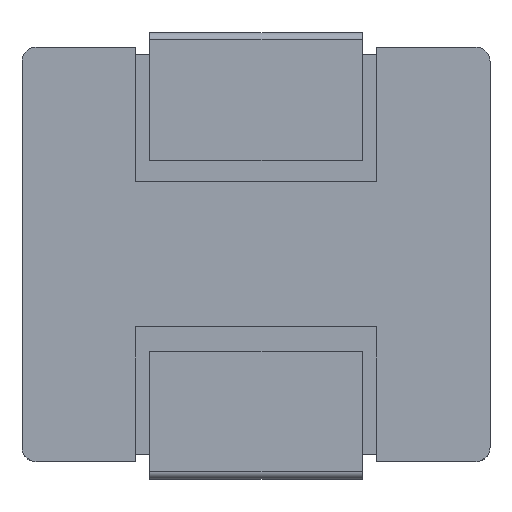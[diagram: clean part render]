
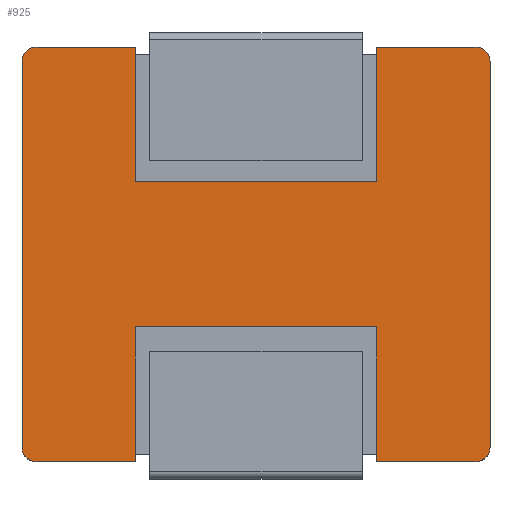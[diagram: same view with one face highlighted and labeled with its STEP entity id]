
A CAD part, top view. The second image highlights one B-rep face of the part: STEP entity #925.
In plain terms, the highlighted planar face has unit normal (0, 0, 1).
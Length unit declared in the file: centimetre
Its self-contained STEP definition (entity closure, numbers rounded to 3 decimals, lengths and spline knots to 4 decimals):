
#47=CIRCLE('',#1011,0.02);
#48=CIRCLE('',#1012,0.02);
#49=CIRCLE('',#1013,0.02);
#50=CIRCLE('',#1014,0.02);
#87=ORIENTED_EDGE('',*,*,#359,.F.);
#88=ORIENTED_EDGE('',*,*,#342,.T.);
#89=ORIENTED_EDGE('',*,*,#360,.T.);
#90=ORIENTED_EDGE('',*,*,#361,.T.);
#91=ORIENTED_EDGE('',*,*,#362,.T.);
#92=ORIENTED_EDGE('',*,*,#358,.T.);
#93=ORIENTED_EDGE('',*,*,#363,.T.);
#94=ORIENTED_EDGE('',*,*,#364,.T.);
#95=ORIENTED_EDGE('',*,*,#365,.T.);
#96=ORIENTED_EDGE('',*,*,#337,.T.);
#97=ORIENTED_EDGE('',*,*,#366,.T.);
#98=ORIENTED_EDGE('',*,*,#367,.T.);
#99=ORIENTED_EDGE('',*,*,#368,.T.);
#100=ORIENTED_EDGE('',*,*,#346,.T.);
#101=ORIENTED_EDGE('',*,*,#369,.F.);
#102=ORIENTED_EDGE('',*,*,#370,.F.);
#337=EDGE_CURVE('',#474,#473,#562,.T.);
#342=EDGE_CURVE('',#476,#478,#567,.T.);
#346=EDGE_CURVE('',#479,#482,#571,.T.);
#358=EDGE_CURVE('',#491,#494,#583,.T.);
#359=EDGE_CURVE('',#476,#495,#584,.T.);
#360=EDGE_CURVE('',#478,#496,#47,.T.);
#361=EDGE_CURVE('',#496,#497,#585,.T.);
#362=EDGE_CURVE('',#497,#491,#48,.T.);
#363=EDGE_CURVE('',#494,#498,#586,.T.);
#364=EDGE_CURVE('',#498,#499,#587,.T.);
#365=EDGE_CURVE('',#499,#474,#588,.T.);
#366=EDGE_CURVE('',#473,#500,#49,.T.);
#367=EDGE_CURVE('',#500,#501,#589,.T.);
#368=EDGE_CURVE('',#501,#479,#50,.T.);
#369=EDGE_CURVE('',#502,#482,#590,.T.);
#370=EDGE_CURVE('',#495,#502,#591,.T.);
#473=VERTEX_POINT('',#1342);
#474=VERTEX_POINT('',#1344);
#476=VERTEX_POINT('',#1349);
#478=VERTEX_POINT('',#1353);
#479=VERTEX_POINT('',#1357);
#482=VERTEX_POINT('',#1362);
#491=VERTEX_POINT('',#1383);
#494=VERTEX_POINT('',#1388);
#495=VERTEX_POINT('',#1392);
#496=VERTEX_POINT('',#1394);
#497=VERTEX_POINT('',#1396);
#498=VERTEX_POINT('',#1399);
#499=VERTEX_POINT('',#1401);
#500=VERTEX_POINT('',#1404);
#501=VERTEX_POINT('',#1406);
#502=VERTEX_POINT('',#1409);
#562=LINE('',#1343,#670);
#567=LINE('',#1354,#675);
#571=LINE('',#1363,#679);
#583=LINE('',#1389,#691);
#584=LINE('',#1391,#692);
#585=LINE('',#1395,#693);
#586=LINE('',#1398,#694);
#587=LINE('',#1400,#695);
#588=LINE('',#1402,#696);
#589=LINE('',#1405,#697);
#590=LINE('',#1408,#698);
#591=LINE('',#1410,#699);
#670=VECTOR('',#1085,100.);
#675=VECTOR('',#1092,100.);
#679=VECTOR('',#1098,100.);
#691=VECTOR('',#1114,100.);
#692=VECTOR('',#1117,100.);
#693=VECTOR('',#1120,100.);
#694=VECTOR('',#1123,100.);
#695=VECTOR('',#1124,100.);
#696=VECTOR('',#1125,100.);
#697=VECTOR('',#1128,100.);
#698=VECTOR('',#1131,100.);
#699=VECTOR('',#1132,100.);
#780=EDGE_LOOP('',(#87,#88,#89,#90,#91,#92,#93,#94,#95,#96,#97,#98,#99,
#100,#101,#102));
#833=FACE_BOUND('',#780,.T.);
#886=PLANE('',#1010);
#925=ADVANCED_FACE('',(#833),#886,.T.);
#1010=AXIS2_PLACEMENT_3D('',#1390,#1115,#1116);
#1011=AXIS2_PLACEMENT_3D('',#1393,#1118,#1119);
#1012=AXIS2_PLACEMENT_3D('',#1397,#1121,#1122);
#1013=AXIS2_PLACEMENT_3D('',#1403,#1126,#1127);
#1014=AXIS2_PLACEMENT_3D('',#1407,#1129,#1130);
#1085=DIRECTION('',(-1.,0.,0.));
#1092=DIRECTION('',(1.,0.,0.));
#1098=DIRECTION('',(1.,0.,0.));
#1114=DIRECTION('',(-1.,0.,0.));
#1115=DIRECTION('',(0.,0.,1.));
#1116=DIRECTION('',(1.,0.,0.));
#1117=DIRECTION('',(0.,1.,0.));
#1118=DIRECTION('',(0.,0.,1.));
#1119=DIRECTION('',(-1.,0.,0.));
#1120=DIRECTION('',(0.,1.,0.));
#1121=DIRECTION('',(0.,0.,1.));
#1122=DIRECTION('',(-1.,0.,0.));
#1123=DIRECTION('',(0.,-1.,0.));
#1124=DIRECTION('',(-1.,0.,0.));
#1125=DIRECTION('',(0.,1.,0.));
#1126=DIRECTION('',(0.,0.,1.));
#1127=DIRECTION('',(1.,0.,0.));
#1128=DIRECTION('',(0.,-1.,0.));
#1129=DIRECTION('',(0.,0.,1.));
#1130=DIRECTION('',(1.,0.,0.));
#1131=DIRECTION('',(0.,-1.,0.));
#1132=DIRECTION('',(-1.,0.,0.));
#1342=CARTESIAN_POINT('',(1.02,1.5845,0.28));
#1343=CARTESIAN_POINT('',(1.64,1.5845,0.28));
#1344=CARTESIAN_POINT('',(1.16,1.5845,0.28));
#1349=CARTESIAN_POINT('',(1.5,1.,0.28));
#1353=CARTESIAN_POINT('',(1.64,1.,0.28));
#1354=CARTESIAN_POINT('',(1.02,1.,0.28));
#1357=CARTESIAN_POINT('',(1.02,1.,0.28));
#1362=CARTESIAN_POINT('',(1.16,1.,0.28));
#1363=CARTESIAN_POINT('',(1.02,1.,0.28));
#1383=CARTESIAN_POINT('',(1.64,1.5845,0.28));
#1388=CARTESIAN_POINT('',(1.5,1.5845,0.28));
#1389=CARTESIAN_POINT('',(1.64,1.5845,0.28));
#1390=CARTESIAN_POINT('',(1.64,1.02,0.28));
#1391=CARTESIAN_POINT('',(1.5,1.,0.28));
#1392=CARTESIAN_POINT('',(1.5,1.19,0.28));
#1393=CARTESIAN_POINT('',(1.64,1.02,0.28));
#1394=CARTESIAN_POINT('',(1.66,1.02,0.28));
#1395=CARTESIAN_POINT('',(1.66,1.02,0.28));
#1396=CARTESIAN_POINT('',(1.66,1.5645,0.28));
#1397=CARTESIAN_POINT('',(1.64,1.5645,0.28));
#1398=CARTESIAN_POINT('',(1.5,1.5845,0.28));
#1399=CARTESIAN_POINT('',(1.5,1.3945,0.28));
#1400=CARTESIAN_POINT('',(1.5,1.3945,0.28));
#1401=CARTESIAN_POINT('',(1.16,1.3945,0.28));
#1402=CARTESIAN_POINT('',(1.16,1.3945,0.28));
#1403=CARTESIAN_POINT('',(1.02,1.5645,0.28));
#1404=CARTESIAN_POINT('',(1.,1.5645,0.28));
#1405=CARTESIAN_POINT('',(1.,1.5645,0.28));
#1406=CARTESIAN_POINT('',(1.,1.02,0.28));
#1407=CARTESIAN_POINT('',(1.02,1.02,0.28));
#1408=CARTESIAN_POINT('',(1.16,1.19,0.28));
#1409=CARTESIAN_POINT('',(1.16,1.19,0.28));
#1410=CARTESIAN_POINT('',(1.5,1.19,0.28));
